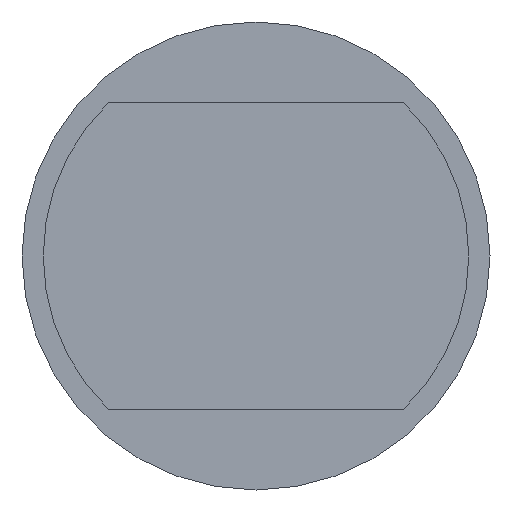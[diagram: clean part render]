
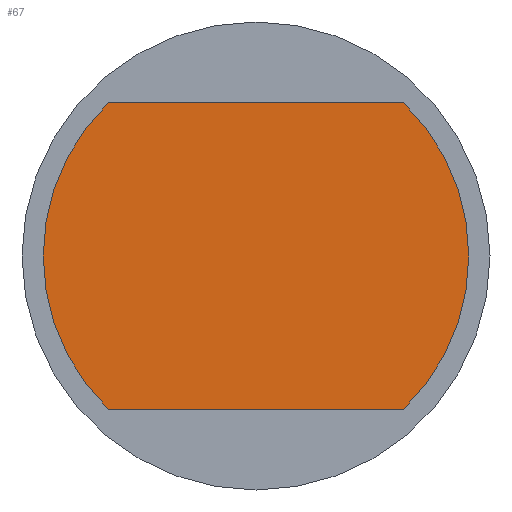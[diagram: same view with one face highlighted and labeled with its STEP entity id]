
A CAD part, front view. The second image highlights one B-rep face of the part: STEP entity #67.
In plain terms, the highlighted planar face has unit normal (0, -1, 0).
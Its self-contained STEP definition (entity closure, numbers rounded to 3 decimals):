
#23 = DIRECTION ( 'NONE',  ( 0., -1., 0. ) ) ;
#32 = VECTOR ( 'NONE', #494, 1000. ) ;
#47 = CARTESIAN_POINT ( 'NONE',  ( 0., -40., 0. ) ) ;
#67 = ADVANCED_FACE ( 'NONE', ( #720 ), #108, .T. ) ;
#72 = LINE ( 'NONE', #312, #32 ) ;
#82 = VERTEX_POINT ( 'NONE', #241 ) ;
#108 = PLANE ( 'NONE',  #133 ) ;
#133 = AXIS2_PLACEMENT_3D ( 'NONE', #47, #304, #593 ) ;
#141 = EDGE_LOOP ( 'NONE', ( #385, #623, #475, #173 ) ) ;
#148 = VERTEX_POINT ( 'NONE', #326 ) ;
#154 = CARTESIAN_POINT ( 'NONE',  ( 0., -40., 0. ) ) ;
#160 = EDGE_CURVE ( 'NONE', #82, #148, #766, .T. ) ;
#168 = VERTEX_POINT ( 'NONE', #443 ) ;
#173 = ORIENTED_EDGE ( 'NONE', *, *, #690, .T. ) ;
#204 = CARTESIAN_POINT ( 'NONE',  ( -3.47, -40., 3.6 ) ) ;
#241 = CARTESIAN_POINT ( 'NONE',  ( 3.47, -40., -3.6 ) ) ;
#304 = DIRECTION ( 'NONE',  ( 0., -1., 0. ) ) ;
#312 = CARTESIAN_POINT ( 'NONE',  ( -3.47, -40., -3.6 ) ) ;
#313 = AXIS2_PLACEMENT_3D ( 'NONE', #427, #23, #440 ) ;
#326 = CARTESIAN_POINT ( 'NONE',  ( 3.47, -40., 3.6 ) ) ;
#339 = DIRECTION ( 'NONE',  ( 0., -1., 0. ) ) ;
#341 = EDGE_CURVE ( 'NONE', #148, #681, #391, .T. ) ;
#385 = ORIENTED_EDGE ( 'NONE', *, *, #160, .T. ) ;
#391 = LINE ( 'NONE', #204, #406 ) ;
#393 = DIRECTION ( 'NONE',  ( -1., 0., 0. ) ) ;
#406 = VECTOR ( 'NONE', #393, 1000. ) ;
#427 = CARTESIAN_POINT ( 'NONE',  ( 0., -40., 0. ) ) ;
#440 = DIRECTION ( 'NONE',  ( 0., 0., -1. ) ) ;
#443 = CARTESIAN_POINT ( 'NONE',  ( -3.47, -40., -3.6 ) ) ;
#444 = EDGE_CURVE ( 'NONE', #681, #168, #514, .T. ) ;
#452 = AXIS2_PLACEMENT_3D ( 'NONE', #154, #339, #519 ) ;
#475 = ORIENTED_EDGE ( 'NONE', *, *, #444, .T. ) ;
#494 = DIRECTION ( 'NONE',  ( 1., 0., 0. ) ) ;
#514 = CIRCLE ( 'NONE', #452, 5. ) ;
#519 = DIRECTION ( 'NONE',  ( 0., 0., -1. ) ) ;
#593 = DIRECTION ( 'NONE',  ( 0., 0., -1. ) ) ;
#623 = ORIENTED_EDGE ( 'NONE', *, *, #341, .T. ) ;
#669 = CARTESIAN_POINT ( 'NONE',  ( -3.47, -40., 3.6 ) ) ;
#681 = VERTEX_POINT ( 'NONE', #669 ) ;
#690 = EDGE_CURVE ( 'NONE', #168, #82, #72, .T. ) ;
#720 = FACE_OUTER_BOUND ( 'NONE', #141, .T. ) ;
#766 = CIRCLE ( 'NONE', #313, 5. ) ;
